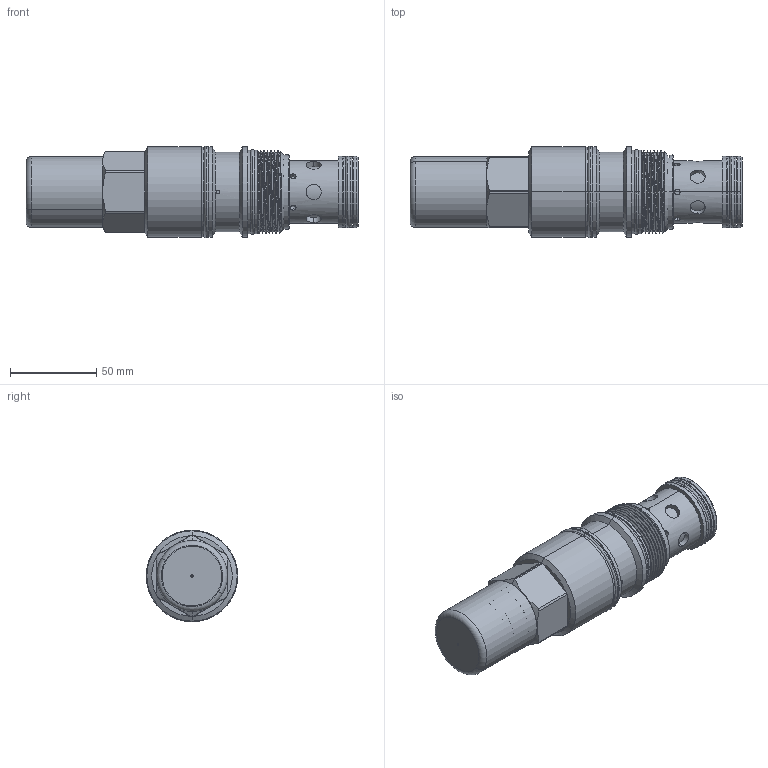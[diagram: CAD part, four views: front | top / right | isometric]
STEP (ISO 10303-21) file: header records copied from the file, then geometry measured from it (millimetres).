
FILE_DESCRIPTION (( 'STEP AP203' ), '1' );
FILE_NAME ('SD19A30-C.STEP', '2020-03-27T02:09:41', ( '' ), ( '' ), 'SwSTEP 2.0', 'SolidWorks 2018', '' );
FILE_SCHEMA (( 'CONFIG_CONTROL_DESIGN' ));
Length unit declared in the file: millimetre
Products named in the file (1): SD19A30-C
Bounding box: 192.57 x 53.11 x 53.11 mm (x, y, z)
Volume: 265078.8 mm3; surface area: 54225.2 mm2
Topology: 8 solids, 8 shells, 313 faces, 725 edges, 449 vertices
Faces by surface type: cylinder 159, plane 66, cone 42, torus 37, bspline 9
Entity records: 17437 total; most frequent: CARTESIAN_POINT 10497, ORIENTED_EDGE 1446, DIRECTION 1426, EDGE_CURVE 723, AXIS2_PLACEMENT_3D 596, VERTEX_POINT 449, EDGE_LOOP 350, FACE_OUTER_BOUND 313
